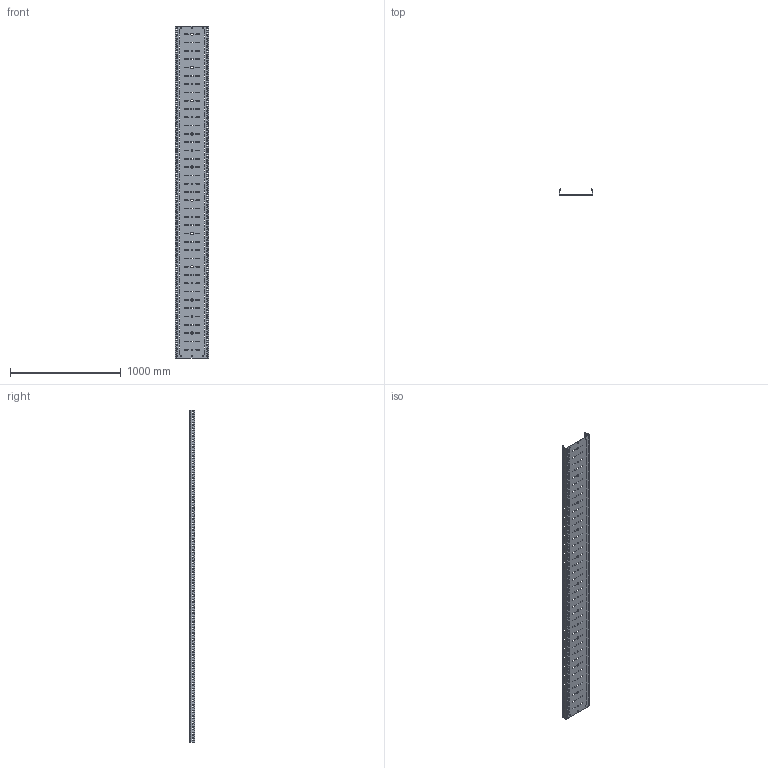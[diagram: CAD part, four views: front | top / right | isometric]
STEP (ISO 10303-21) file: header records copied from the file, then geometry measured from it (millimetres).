
FILE_DESCRIPTION (( 'STEP AP203' ), '1' );
FILE_NAME ('CLP10-050-300-150-3 Ëîòîê ïåðôîðèðîâàííûé ESCA 50õ300õ3000-1,5 IEK.STEP', '2021-10-04T19:01:30', ( '' ), ( '' ), 'SwSTEP 2.0', 'SolidWorks 2017', '' );
FILE_SCHEMA (( 'CONFIG_CONTROL_DESIGN' ));
Products named in the file (1): CLP10-050-300-150-3 Ëîòîê ïåðôîðèðîâàííûé ESCA 50õ300õ3000-1,5 IEK
Bounding box: 300 x 49.97 x 3000 mm (x, y, z)
Volume: 1948002.6 mm3; surface area: 2322565.9 mm2
Topology: 1 solids, 1 shells, 2302 faces, 6900 edges, 4600 vertices
Faces by surface type: cylinder 1332, plane 970
Entity records: 80589 total; most frequent: DIRECTION 14170, CARTESIAN_POINT 13803, ORIENTED_EDGE 13800, EDGE_CURVE 6900, AXIS2_PLACEMENT_3D 4967, VERTEX_POINT 4600, VECTOR 4236, LINE 4236
